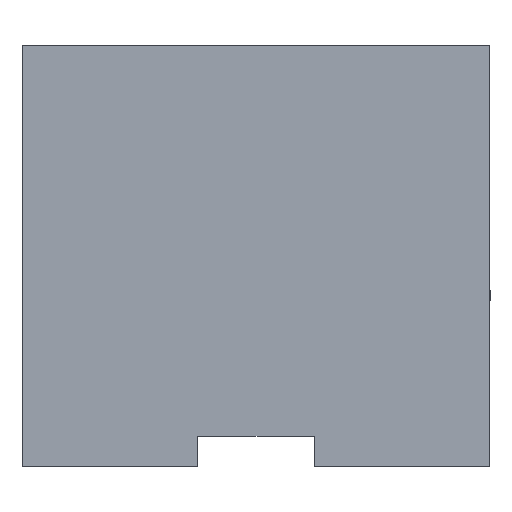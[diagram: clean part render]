
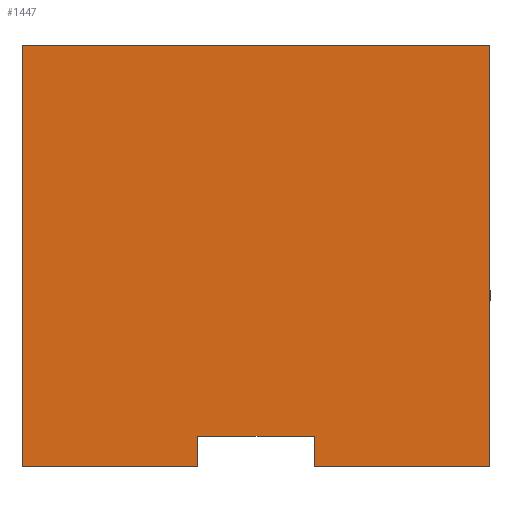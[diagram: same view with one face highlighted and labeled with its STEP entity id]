
A CAD part, left-side view. The second image highlights one B-rep face of the part: STEP entity #1447.
In plain terms, the highlighted planar face has unit normal (-1, 0, 0).
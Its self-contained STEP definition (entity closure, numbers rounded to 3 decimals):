
#967=EDGE_CURVE('',#1581,#2521,#2825,.T.);
#1129=EDGE_CURVE('',#2595,#2409,#3000,.T.);
#1131=EDGE_CURVE('',#1241,#1583,#3002,.T.);
#1133=EDGE_CURVE('',#2633,#1241,#3004,.T.);
#1241=VERTEX_POINT('',#3121);
#1275=VERTEX_POINT('',#3156);
#1313=EDGE_CURVE('',#2521,#2409,#3197,.T.);
#1447=ADVANCED_FACE('',(#3343),#3344,.T.);
#1581=VERTEX_POINT('',#3494);
#1583=VERTEX_POINT('',#3496);
#2191=EDGE_CURVE('',#2595,#1275,#4179,.T.);
#2409=VERTEX_POINT('',#4418);
#2437=EDGE_CURVE('',#1583,#1581,#4453,.T.);
#2521=VERTEX_POINT('',#4545);
#2595=VERTEX_POINT('',#4630);
#2633=VERTEX_POINT('',#4672);
#2739=EDGE_CURVE('',#1275,#2633,#4792,.T.);
#2825=LINE('',#4891,#4892);
#3000=LINE('',#5129,#5130);
#3002=LINE('',#5133,#5134);
#3004=LINE('',#5137,#5138);
#3121=CARTESIAN_POINT('',(-16.,5.0,2.6));
#3156=CARTESIAN_POINT('',(-16.0,20.0,0.));
#3197=LINE('',#5398,#5399);
#3343=FACE_OUTER_BOUND('',#5585,.T.);
#3344=PLANE('',#5586);
#3494=CARTESIAN_POINT('',(-16.,-5.0,0.));
#3496=CARTESIAN_POINT('',(-16.,-5.0,2.6));
#4179=LINE('',#6676,#6677);
#4418=CARTESIAN_POINT('',(-16.0,-20.0,36.0));
#4453=LINE('',#7036,#7037);
#4545=CARTESIAN_POINT('',(-16.0,-20.0,0.));
#4630=CARTESIAN_POINT('',(-16.0,20.0,36.0));
#4672=CARTESIAN_POINT('',(-16.,5.0,0.));
#4792=LINE('',#7470,#7471);
#4891=CARTESIAN_POINT('',(-16.0,20.0,0.));
#4892=VECTOR('',#7564,1.0);
#5129=CARTESIAN_POINT('',(-16.0,20.0,36.0));
#5130=VECTOR('',#7777,1.0);
#5133=CARTESIAN_POINT('',(-16.0,7.5,2.6));
#5134=VECTOR('',#7778,1.0);
#5137=CARTESIAN_POINT('',(-16.0,5.0,1.3));
#5138=VECTOR('',#7779,1.0);
#5398=CARTESIAN_POINT('',(-16.0,-20.0,36.0));
#5399=VECTOR('',#8001,1.0);
#5585=EDGE_LOOP('',(#8164,#8165,#8166,#8167,#8168,#8169,#8170,#8171));
#5586=AXIS2_PLACEMENT_3D('',#8172,#8173,#8174);
#6676=CARTESIAN_POINT('',(-16.0,20.0,36.0));
#6677=VECTOR('',#9341,1.0);
#7036=CARTESIAN_POINT('',(-16.0,-5.0,0.0));
#7037=VECTOR('',#9719,1.0);
#7470=CARTESIAN_POINT('',(-16.0,20.0,0.));
#7471=VECTOR('',#10177,1.0);
#7564=DIRECTION('',(0.0,-1.0,0.0));
#7777=DIRECTION('',(0.0,-1.0,0.0));
#7778=DIRECTION('',(0.0,-1.0,0.0));
#7779=DIRECTION('',(0.0,0.0,1.0));
#8001=DIRECTION('',(0.0,0.0,1.0));
#8164=ORIENTED_EDGE('',*,*,#2437,.T.);
#8165=ORIENTED_EDGE('',*,*,#967,.T.);
#8166=ORIENTED_EDGE('',*,*,#1313,.T.);
#8167=ORIENTED_EDGE('',*,*,#1129,.F.);
#8168=ORIENTED_EDGE('',*,*,#2191,.T.);
#8169=ORIENTED_EDGE('',*,*,#2739,.T.);
#8170=ORIENTED_EDGE('',*,*,#1133,.T.);
#8171=ORIENTED_EDGE('',*,*,#1131,.T.);
#8172=CARTESIAN_POINT('',(-16.0,20.0,0.));
#8173=DIRECTION('',(-1.0,0.0,0.0));
#8174=DIRECTION('',(0.0,-1.0,0.0));
#9341=DIRECTION('',(0.0,0.0,-1.0));
#9719=DIRECTION('',(0.0,0.0,-1.0));
#10177=DIRECTION('',(0.0,-1.0,0.0));
